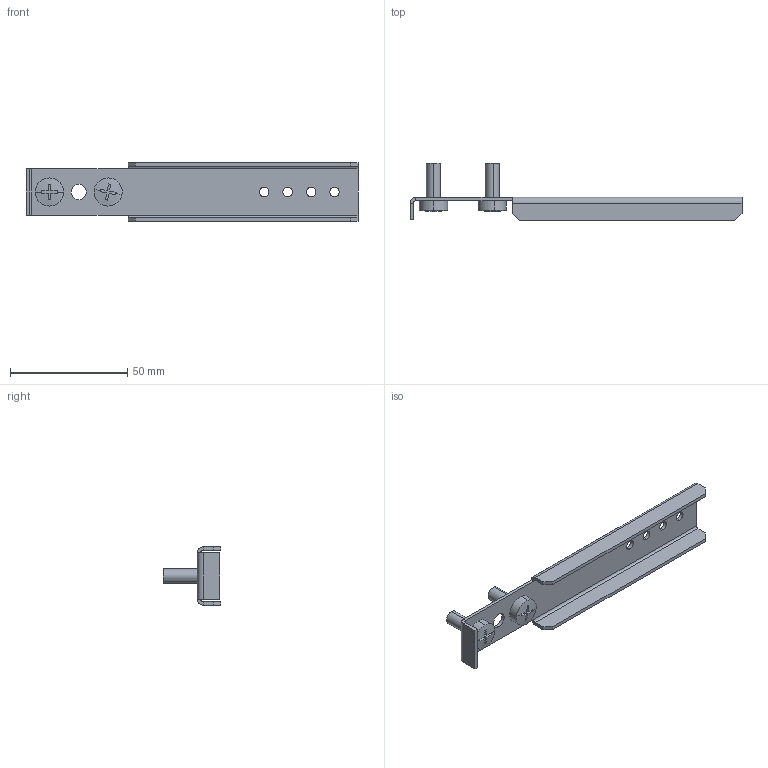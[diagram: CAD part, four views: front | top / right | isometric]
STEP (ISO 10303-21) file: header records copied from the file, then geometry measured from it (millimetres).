
FILE_DESCRIPTION (( 'STEP AP214' ), '1' );
FILE_NAME ('ACTHD2 Äåðæàòåëü êîðîáà íà DIN-ðåéêó.step', '2020-11-05T13:35:13', ( '' ), ( '' ), 'SwSTEP 2.0', 'SolidWorks 2019', '' );
FILE_SCHEMA (( 'AUTOMOTIVE_DESIGN' ));
Length unit declared in the file: millimetre
Products named in the file (3): Âèíò ñàìîíàðåçàþùèé Ì6 DIN 7516À_6å16; ACTHD2 Äåðæàòåëü êîðîáà íà DIN-ðåéêó; AVT001.00.01.15 Äåðæàòåëü êîðîáà íà DIN ðåéêó_00
Assembly tree (3 placements, depth 2):
  ACTHD2 Äåðæàòåëü êîðîáà íà DIN-ðåéêó
    AVT001.00.01.15 Äåðæàòåëü êîðîáà íà DIN ðåéêó_00
    Âèíò ñàìîíàðåçàþùèé Ì6 DIN 7516À_6å16  x2
Bounding box: 141.5 x 24.5 x 25 mm (x, y, z)
Volume: 9022.7 mm3; surface area: 11884.6 mm2
Topology: 3 solids, 3 shells, 92 faces, 228 edges, 144 vertices
Faces by surface type: plane 60, cylinder 28, sphere 4
Entity records: 2228 total; most frequent: DIRECTION 394, CARTESIAN_POINT 359, ORIENTED_EDGE 348, EDGE_CURVE 174, AXIS2_PLACEMENT_3D 143, LINE 108, VECTOR 108, VERTEX_POINT 108
